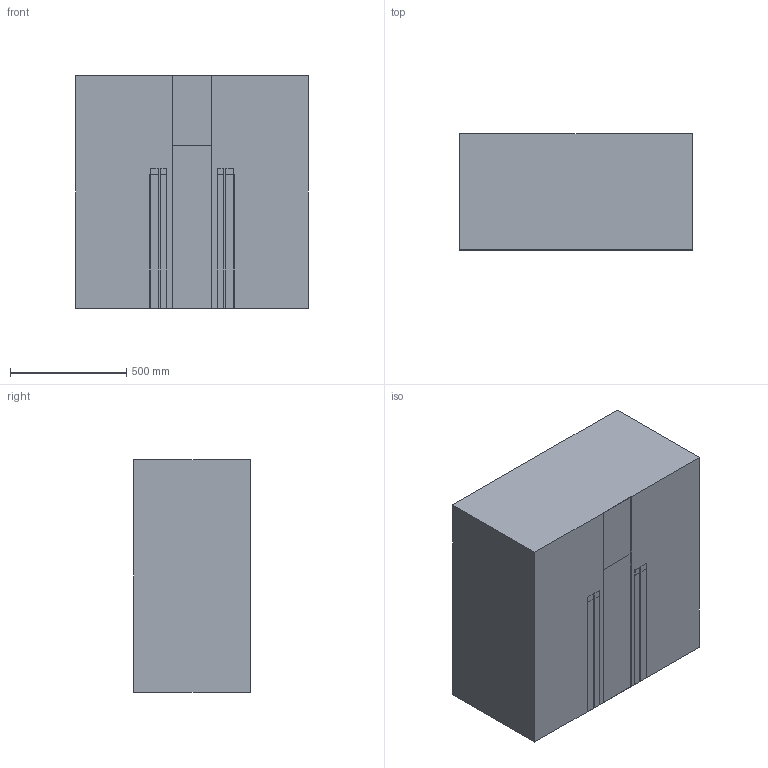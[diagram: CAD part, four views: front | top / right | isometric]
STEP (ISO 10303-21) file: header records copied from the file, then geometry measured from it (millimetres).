
FILE_DESCRIPTION(('STEP AP214'),'1');
FILE_NAME('2016-11-11_Dipolo_Booster_BD_Modelo_7.step','2016-11-14T18:09:43',(' '),(' '),'Spatial InterOp 3D',' ',' ');
FILE_SCHEMA(('automotive_design'));
Length unit declared in the file: millimetre
Products named in the file (10): AirBox; Fine_Region; Fine_Air; Polo; Solid1; Bob_a; Bob_b; Bob_c; Bob_d; Bob_e
Bounding box: 1000 x 500 x 1000 mm (x, y, z)
Surface area: 6138595.8 mm2
Topology: 10 solids, 10 shells, 432 faces, 1158 edges, 731 vertices
Faces by surface type: plane 181, cylinder 167, cone 76, torus 8
Entity records: 13506 total; most frequent: DIRECTION 2416, CARTESIAN_POINT 2301, ORIENTED_EDGE 2256, EDGE_CURVE 1128, AXIS2_PLACEMENT_3D 846, VERTEX_POINT 731, LINE 724, VECTOR 724
